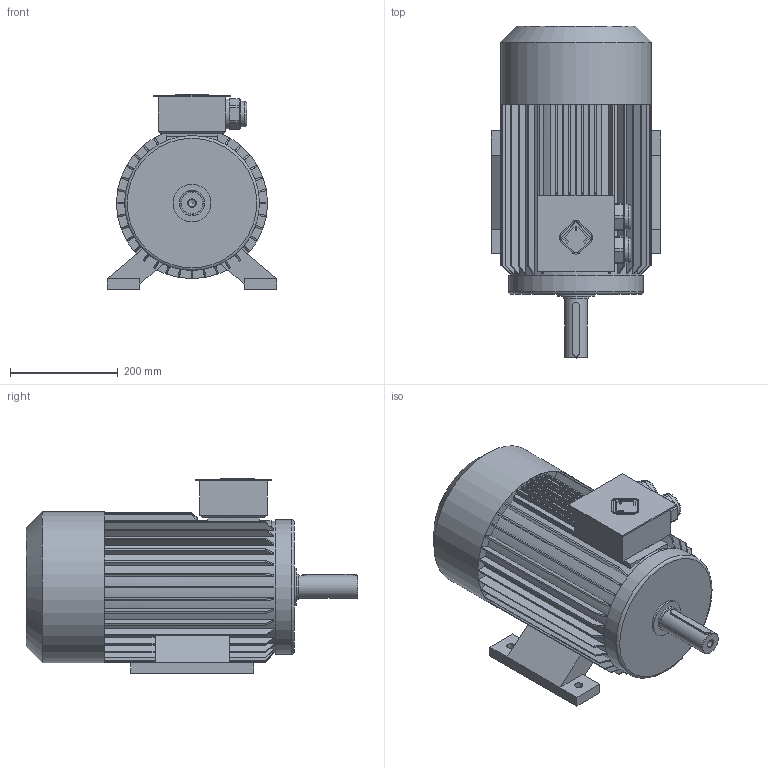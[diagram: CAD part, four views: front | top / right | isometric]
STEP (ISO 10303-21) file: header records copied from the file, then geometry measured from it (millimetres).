
FILE_DESCRIPTION(/* description */ ('Unknown'),/* implementation_level */ '2;1');
FILE_NAME(/* name */ 'A160S2_В3',/* time_stamp */ '2021-03-26T15:04:16+03:00',/* author */ ('Unknown'),/* organization */ ('Unknown'),/* preprocessor_version */ 'ST-DEVELOPER v16',/* originating_system */ 'DEX',/* authorisation */ $);
FILE_SCHEMA (('AUTOMOTIVE_DESIGN {1 0 10303 214 3 1 1}'));
Length unit declared in the file: millimetre
Products named in the file (1): A160S2_ﾂ3
Bounding box: 314 x 615 x 361 mm (x, y, z)
Volume: 28706276.9 mm3; surface area: 1030089.8 mm2
Topology: 1 solids, 1 shells, 365 faces, 1030 edges, 679 vertices
Faces by surface type: plane 262, cylinder 64, cone 36, torus 3
Full cylindrical faces by diameter (mm): 13.835 x2, 15 x4, 42 x1, 47 x1, 47.095 x2, 56.5 x2, 70 x1, 245 x1, 250 x1, 280 x1
Entity records: 14439 total; most frequent: CARTESIAN_POINT 2436, ORIENTED_EDGE 1986, DIRECTION 1937, EDGE_CURVE 993, VERTEX_POINT 667, LINE 649, VECTOR 649, AXIS2_PLACEMENT_3D 644
